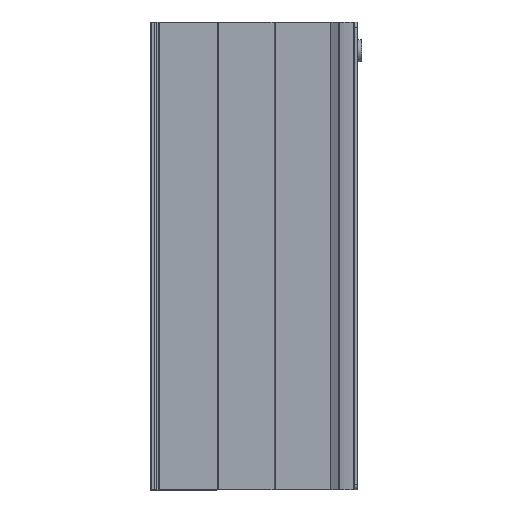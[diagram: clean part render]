
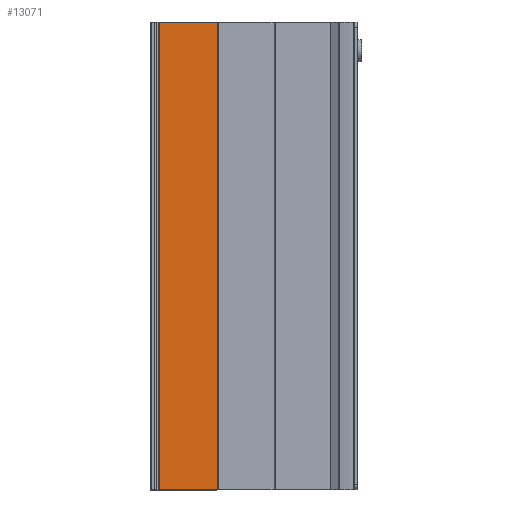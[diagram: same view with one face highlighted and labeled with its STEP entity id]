
A CAD part, front view. The second image highlights one B-rep face of the part: STEP entity #13071.
In plain terms, the highlighted planar face has unit normal (0, -1, 0).
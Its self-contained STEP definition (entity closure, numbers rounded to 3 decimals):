
#1871=ORIENTED_EDGE('',*,*,#5118,.T.);
#1872=ORIENTED_EDGE('',*,*,#5119,.F.);
#1873=ORIENTED_EDGE('',*,*,#5120,.F.);
#1874=ORIENTED_EDGE('',*,*,#5116,.T.);
#5116=EDGE_CURVE('',#6731,#6730,#7988,.T.);
#5118=EDGE_CURVE('',#6730,#6732,#7989,.T.);
#5119=EDGE_CURVE('',#6733,#6732,#7990,.T.);
#5120=EDGE_CURVE('',#6731,#6733,#7991,.T.);
#6730=VERTEX_POINT('',#21162);
#6731=VERTEX_POINT('',#21164);
#6732=VERTEX_POINT('',#21168);
#6733=VERTEX_POINT('',#21170);
#7988=LINE('',#21163,#8671);
#7989=LINE('',#21167,#8672);
#7990=LINE('',#21169,#8673);
#7991=LINE('',#21171,#8674);
#8671=VECTOR('',#16594,1000.);
#8672=VECTOR('',#16599,1000.);
#8673=VECTOR('',#16600,1000.);
#8674=VECTOR('',#16601,1000.);
#9278=EDGE_LOOP('',(#1871,#1872,#1873,#1874));
#10997=FACE_BOUND('',#9278,.T.);
#12674=PLANE('',#14443);
#13071=ADVANCED_FACE('',(#10997),#12674,.F.);
#14443=AXIS2_PLACEMENT_3D('',#21166,#16597,#16598);
#16594=DIRECTION('',(0.,0.,-1.));
#16597=DIRECTION('',(0.,1.,0.));
#16598=DIRECTION('',(0.,0.,1.));
#16599=DIRECTION('',(1.,0.,0.));
#16600=DIRECTION('',(0.,0.,-1.));
#16601=DIRECTION('',(1.,0.,0.));
#21162=CARTESIAN_POINT('',(87.5,-33.8,0.));
#21163=CARTESIAN_POINT('',(87.5,-33.8,298.));
#21164=CARTESIAN_POINT('',(87.5,-33.8,298.));
#21166=CARTESIAN_POINT('',(87.5,-33.8,298.));
#21167=CARTESIAN_POINT('',(87.5,-33.8,0.));
#21168=CARTESIAN_POINT('',(124.,-33.8,0.));
#21169=CARTESIAN_POINT('',(124.,-33.8,298.));
#21170=CARTESIAN_POINT('',(124.,-33.8,298.));
#21171=CARTESIAN_POINT('',(87.5,-33.8,298.));
